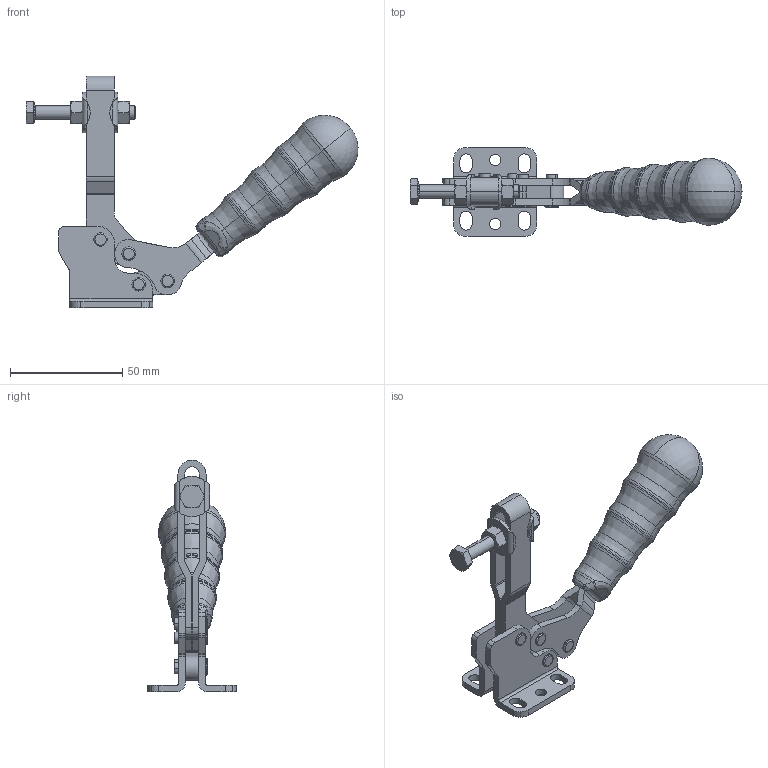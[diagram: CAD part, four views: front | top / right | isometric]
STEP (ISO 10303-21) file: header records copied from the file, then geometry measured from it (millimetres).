
FILE_DESCRIPTION((''),'2;1');
FILE_NAME('132.0-opened.stp','2005-09-27T16:43:45',('Kysilko'),(''),'Autodesk Inventor 8','Autodesk Inventor 8','');
FILE_SCHEMA(('AUTOMOTIVE_DESIGN { 1 0 10303 214 1 1 1 1 }'));
Length unit declared in the file: millimetre
Products named in the file (1): Part37
Bounding box: 148.16 x 39.52 x 103.41 mm (x, y, z)
Volume: 57484.8 mm3; surface area: 26459.1 mm2
Topology: 1 solids, 3 shells, 1124 faces, 3660 edges, 2195 vertices
Faces by surface type: plane 389, cone 360, cylinder 192, bspline 165, sphere 10, torus 8
Entity records: 48351 total; most frequent: CARTESIAN_POINT 17333, ORIENTED_EDGE 7286, DIRECTION 6314, EDGE_CURVE 3643, AXIS2_PLACEMENT_3D 2405, VERTEX_POINT 2195, VECTOR 1504, LINE 1504
